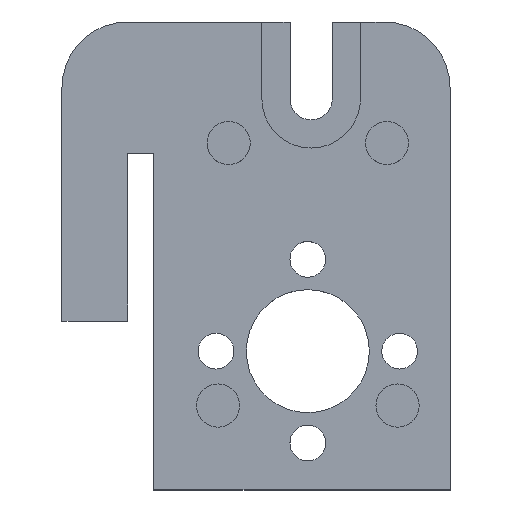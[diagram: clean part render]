
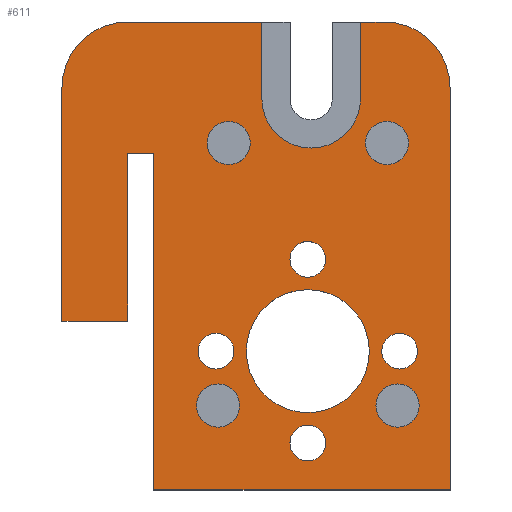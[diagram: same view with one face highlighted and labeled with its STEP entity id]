
A CAD part, top view. The second image highlights one B-rep face of the part: STEP entity #611.
In plain terms, the highlighted planar face has unit normal (0, 0, 1).
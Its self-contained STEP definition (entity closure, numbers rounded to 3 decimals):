
#24=FACE_BOUND('',#124,.T.);
#25=FACE_BOUND('',#125,.T.);
#26=FACE_BOUND('',#126,.T.);
#27=FACE_BOUND('',#127,.T.);
#28=FACE_BOUND('',#128,.T.);
#29=FACE_BOUND('',#129,.T.);
#30=FACE_BOUND('',#130,.T.);
#31=FACE_BOUND('',#131,.T.);
#32=FACE_BOUND('',#132,.T.);
#52=PLANE('',#685);
#85=FACE_OUTER_BOUND('',#123,.T.);
#123=EDGE_LOOP('',(#543,#544,#545,#546,#547,#548,#549,#550,#551,#552,#553,
#554,#555,#556));
#124=EDGE_LOOP('',(#557));
#125=EDGE_LOOP('',(#558));
#126=EDGE_LOOP('',(#559));
#127=EDGE_LOOP('',(#560));
#128=EDGE_LOOP('',(#561));
#129=EDGE_LOOP('',(#562));
#130=EDGE_LOOP('',(#563));
#131=EDGE_LOOP('',(#564));
#132=EDGE_LOOP('',(#565));
#139=LINE('',#907,#194);
#142=LINE('',#913,#197);
#145=LINE('',#919,#200);
#148=LINE('',#925,#203);
#151=LINE('',#931,#206);
#154=LINE('',#937,#209);
#177=LINE('',#1011,#232);
#180=LINE('',#1019,#235);
#182=LINE('',#1023,#237);
#184=LINE('',#1027,#239);
#187=LINE('',#1034,#242);
#194=VECTOR('',#737,10.);
#197=VECTOR('',#742,10.);
#200=VECTOR('',#747,10.);
#203=VECTOR('',#752,10.);
#206=VECTOR('',#757,10.);
#209=VECTOR('',#762,10.);
#232=VECTOR('',#835,10.);
#235=VECTOR('',#844,10.);
#237=VECTOR('',#848,10.);
#239=VECTOR('',#852,10.);
#242=VECTOR('',#861,10.);
#244=CIRCLE('',#629,2.3);
#246=CIRCLE('',#633,2.3);
#248=CIRCLE('',#637,2.3);
#250=CIRCLE('',#641,2.3);
#251=CIRCLE('',#644,7.);
#262=CIRCLE('',#667,6.55);
#263=CIRCLE('',#669,1.905);
#264=CIRCLE('',#671,1.905);
#265=CIRCLE('',#673,1.905);
#266=CIRCLE('',#675,1.905);
#267=CIRCLE('',#678,7.);
#268=CIRCLE('',#683,5.25);
#270=VERTEX_POINT('',#871);
#272=VERTEX_POINT('',#878);
#274=VERTEX_POINT('',#885);
#276=VERTEX_POINT('',#892);
#277=VERTEX_POINT('',#897);
#278=VERTEX_POINT('',#898);
#281=VERTEX_POINT('',#906);
#283=VERTEX_POINT('',#912);
#285=VERTEX_POINT('',#918);
#287=VERTEX_POINT('',#924);
#289=VERTEX_POINT('',#930);
#291=VERTEX_POINT('',#936);
#312=VERTEX_POINT('',#990);
#313=VERTEX_POINT('',#994);
#314=VERTEX_POINT('',#998);
#315=VERTEX_POINT('',#1002);
#316=VERTEX_POINT('',#1006);
#317=VERTEX_POINT('',#1010);
#318=VERTEX_POINT('',#1014);
#319=VERTEX_POINT('',#1018);
#320=VERTEX_POINT('',#1022);
#321=VERTEX_POINT('',#1026);
#322=VERTEX_POINT('',#1030);
#325=EDGE_CURVE('',#270,#270,#244,.T.);
#328=EDGE_CURVE('',#272,#272,#246,.T.);
#331=EDGE_CURVE('',#274,#274,#248,.T.);
#334=EDGE_CURVE('',#276,#276,#250,.T.);
#335=EDGE_CURVE('',#277,#278,#251,.T.);
#339=EDGE_CURVE('',#278,#281,#139,.T.);
#342=EDGE_CURVE('',#281,#283,#142,.T.);
#345=EDGE_CURVE('',#283,#285,#145,.T.);
#348=EDGE_CURVE('',#285,#287,#148,.T.);
#351=EDGE_CURVE('',#287,#289,#151,.T.);
#354=EDGE_CURVE('',#289,#291,#154,.T.);
#381=EDGE_CURVE('',#312,#312,#262,.T.);
#383=EDGE_CURVE('',#313,#313,#263,.T.);
#385=EDGE_CURVE('',#314,#314,#264,.T.);
#387=EDGE_CURVE('',#315,#315,#265,.T.);
#389=EDGE_CURVE('',#316,#316,#266,.T.);
#391=EDGE_CURVE('',#291,#317,#177,.T.);
#393=EDGE_CURVE('',#317,#318,#267,.T.);
#395=EDGE_CURVE('',#319,#277,#180,.T.);
#397=EDGE_CURVE('',#318,#320,#182,.T.);
#399=EDGE_CURVE('',#320,#321,#184,.T.);
#401=EDGE_CURVE('',#321,#322,#268,.T.);
#403=EDGE_CURVE('',#322,#319,#187,.T.);
#543=ORIENTED_EDGE('',*,*,#391,.T.);
#544=ORIENTED_EDGE('',*,*,#393,.T.);
#545=ORIENTED_EDGE('',*,*,#397,.T.);
#546=ORIENTED_EDGE('',*,*,#399,.T.);
#547=ORIENTED_EDGE('',*,*,#401,.T.);
#548=ORIENTED_EDGE('',*,*,#403,.T.);
#549=ORIENTED_EDGE('',*,*,#395,.T.);
#550=ORIENTED_EDGE('',*,*,#335,.T.);
#551=ORIENTED_EDGE('',*,*,#339,.T.);
#552=ORIENTED_EDGE('',*,*,#342,.T.);
#553=ORIENTED_EDGE('',*,*,#345,.T.);
#554=ORIENTED_EDGE('',*,*,#348,.T.);
#555=ORIENTED_EDGE('',*,*,#351,.T.);
#556=ORIENTED_EDGE('',*,*,#354,.T.);
#557=ORIENTED_EDGE('',*,*,#325,.T.);
#558=ORIENTED_EDGE('',*,*,#328,.T.);
#559=ORIENTED_EDGE('',*,*,#331,.T.);
#560=ORIENTED_EDGE('',*,*,#334,.T.);
#561=ORIENTED_EDGE('',*,*,#389,.T.);
#562=ORIENTED_EDGE('',*,*,#387,.T.);
#563=ORIENTED_EDGE('',*,*,#385,.T.);
#564=ORIENTED_EDGE('',*,*,#383,.T.);
#565=ORIENTED_EDGE('',*,*,#381,.T.);
#611=ADVANCED_FACE('',(#85,#24,#25,#26,#27,#28,#29,#30,#31,#32),#52,.T.);
#629=AXIS2_PLACEMENT_3D('',#873,#696,#697);
#633=AXIS2_PLACEMENT_3D('',#880,#705,#706);
#637=AXIS2_PLACEMENT_3D('',#887,#714,#715);
#641=AXIS2_PLACEMENT_3D('',#894,#723,#724);
#644=AXIS2_PLACEMENT_3D('',#899,#729,#730);
#667=AXIS2_PLACEMENT_3D('',#991,#810,#811);
#669=AXIS2_PLACEMENT_3D('',#995,#815,#816);
#671=AXIS2_PLACEMENT_3D('',#999,#820,#821);
#673=AXIS2_PLACEMENT_3D('',#1003,#825,#826);
#675=AXIS2_PLACEMENT_3D('',#1007,#830,#831);
#678=AXIS2_PLACEMENT_3D('',#1015,#839,#840);
#683=AXIS2_PLACEMENT_3D('',#1031,#856,#857);
#685=AXIS2_PLACEMENT_3D('',#1035,#862,#863);
#696=DIRECTION('center_axis',(0.,0.,-1.));
#697=DIRECTION('ref_axis',(1.,0.,0.));
#705=DIRECTION('center_axis',(0.,0.,-1.));
#706=DIRECTION('ref_axis',(1.,0.,0.));
#714=DIRECTION('center_axis',(0.,0.,-1.));
#715=DIRECTION('ref_axis',(1.,0.,0.));
#723=DIRECTION('center_axis',(0.,0.,-1.));
#724=DIRECTION('ref_axis',(1.,0.,0.));
#729=DIRECTION('center_axis',(0.,0.,1.));
#730=DIRECTION('ref_axis',(0.,1.,0.));
#737=DIRECTION('',(0.,-1.,0.));
#742=DIRECTION('',(1.,0.,0.));
#747=DIRECTION('',(0.,1.,0.));
#752=DIRECTION('',(1.,0.,0.));
#757=DIRECTION('',(0.,-1.,0.));
#762=DIRECTION('',(1.,0.,0.));
#810=DIRECTION('center_axis',(0.,0.,-1.));
#811=DIRECTION('ref_axis',(1.,0.,0.));
#815=DIRECTION('center_axis',(0.,0.,-1.));
#816=DIRECTION('ref_axis',(1.,0.,0.));
#820=DIRECTION('center_axis',(0.,0.,-1.));
#821=DIRECTION('ref_axis',(1.,0.,0.));
#825=DIRECTION('center_axis',(0.,0.,-1.));
#826=DIRECTION('ref_axis',(1.,0.,0.));
#830=DIRECTION('center_axis',(0.,0.,-1.));
#831=DIRECTION('ref_axis',(1.,0.,0.));
#835=DIRECTION('',(0.,1.,0.));
#839=DIRECTION('center_axis',(0.,0.,1.));
#840=DIRECTION('ref_axis',(1.,0.,0.));
#844=DIRECTION('',(-1.,0.,0.));
#848=DIRECTION('',(-1.,0.,0.));
#852=DIRECTION('',(0.,-1.,0.));
#856=DIRECTION('center_axis',(0.,0.,-1.));
#857=DIRECTION('ref_axis',(-1.,0.,0.));
#861=DIRECTION('',(0.,1.,0.));
#862=DIRECTION('center_axis',(0.,0.,1.));
#863=DIRECTION('ref_axis',(1.,0.,0.));
#871=CARTESIAN_POINT('',(7.322,-9.,0.));
#873=CARTESIAN_POINT('Origin',(9.622,-9.,0.));
#878=CARTESIAN_POINT('',(8.452,18.955,0.));
#880=CARTESIAN_POINT('Origin',(10.752,18.955,0.));
#885=CARTESIAN_POINT('',(26.438,-9.,0.));
#887=CARTESIAN_POINT('Origin',(28.738,-9.,0.));
#892=CARTESIAN_POINT('',(25.308,18.955,0.));
#894=CARTESIAN_POINT('Origin',(27.608,18.955,0.));
#897=CARTESIAN_POINT('',(0.,31.844,0.));
#898=CARTESIAN_POINT('',(-7.,24.844,0.));
#899=CARTESIAN_POINT('Origin',(0.,24.844,0.));
#906=CARTESIAN_POINT('',(-7.,0.,0.));
#907=CARTESIAN_POINT('',(-7.,15.887,0.));
#912=CARTESIAN_POINT('',(0.,0.,0.));
#913=CARTESIAN_POINT('',(3.332,0.,0.));
#918=CARTESIAN_POINT('',(0.,17.844,0.));
#919=CARTESIAN_POINT('',(0.,3.465,0.));
#924=CARTESIAN_POINT('',(2.8,17.844,0.));
#925=CARTESIAN_POINT('',(6.832,17.844,0.));
#930=CARTESIAN_POINT('',(2.8,-17.985,0.));
#931=CARTESIAN_POINT('',(2.8,12.387,0.));
#936=CARTESIAN_POINT('',(34.328,-17.985,0.));
#937=CARTESIAN_POINT('',(8.232,-17.985,0.));
#990=CARTESIAN_POINT('',(12.63,-3.206,0.));
#991=CARTESIAN_POINT('Origin',(19.18,-3.206,0.));
#994=CARTESIAN_POINT('',(27.054,-3.206,0.));
#995=CARTESIAN_POINT('Origin',(28.959,-3.206,0.));
#998=CARTESIAN_POINT('',(17.275,-12.985,0.));
#999=CARTESIAN_POINT('Origin',(19.18,-12.985,0.));
#1002=CARTESIAN_POINT('',(7.496,-3.206,0.));
#1003=CARTESIAN_POINT('Origin',(9.401,-3.206,0.));
#1006=CARTESIAN_POINT('',(17.275,6.573,0.));
#1007=CARTESIAN_POINT('Origin',(19.18,6.573,0.));
#1010=CARTESIAN_POINT('',(34.328,24.844,0.));
#1011=CARTESIAN_POINT('',(34.328,-5.527,0.));
#1014=CARTESIAN_POINT('',(27.328,31.844,0.));
#1015=CARTESIAN_POINT('Origin',(27.328,24.844,0.));
#1018=CARTESIAN_POINT('',(14.289,31.844,0.));
#1019=CARTESIAN_POINT('',(20.496,31.844,0.));
#1022=CARTESIAN_POINT('',(24.789,31.844,0.));
#1023=CARTESIAN_POINT('',(20.496,31.844,0.));
#1026=CARTESIAN_POINT('',(24.789,23.672,0.));
#1027=CARTESIAN_POINT('',(24.789,15.301,0.));
#1030=CARTESIAN_POINT('',(14.289,23.672,0.));
#1031=CARTESIAN_POINT('Origin',(19.539,23.672,0.));
#1034=CARTESIAN_POINT('',(14.289,22.103,0.));
#1035=CARTESIAN_POINT('Origin',(13.664,6.93,0.));
